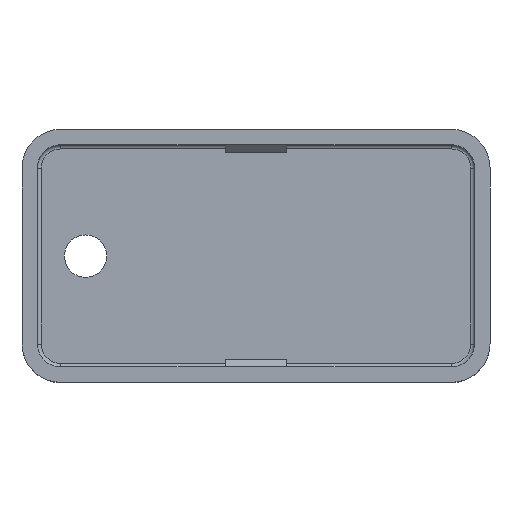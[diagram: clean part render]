
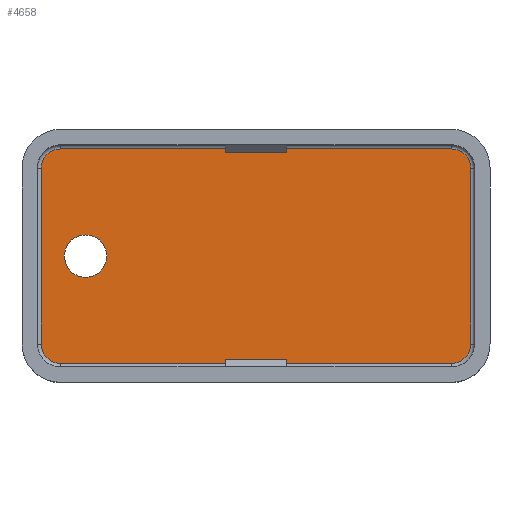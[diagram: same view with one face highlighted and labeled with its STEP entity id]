
A CAD part, top view. The second image highlights one B-rep face of the part: STEP entity #4658.
In plain terms, the highlighted face is planar.
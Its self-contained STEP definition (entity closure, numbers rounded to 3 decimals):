
#51=CIRCLE('',#4839,2.75);
#67=CIRCLE('',#4874,2.5);
#71=CIRCLE('',#4879,2.5);
#74=CIRCLE('',#4883,2.5);
#78=CIRCLE('',#4889,2.5);
#114=FACE_BOUND('',#786,.T.);
#273=PLANE('',#4897);
#512=FACE_OUTER_BOUND('',#785,.T.);
#785=EDGE_LOOP('',(#4278,#4279,#4280,#4281,#4282,#4283,#4284,#4285));
#786=EDGE_LOOP('',(#4286));
#1288=LINE('',#8229,#1787);
#1289=LINE('',#8231,#1788);
#1290=LINE('',#8233,#1789);
#1291=LINE('',#8235,#1790);
#1787=VECTOR('',#5813,10.);
#1788=VECTOR('',#5816,10.);
#1789=VECTOR('',#5819,10.);
#1790=VECTOR('',#5822,10.);
#2302=VERTEX_POINT('',#8074);
#2346=VERTEX_POINT('',#8199);
#2347=VERTEX_POINT('',#8201);
#2348=VERTEX_POINT('',#8206);
#2349=VERTEX_POINT('',#8208);
#2351=VERTEX_POINT('',#8213);
#2352=VERTEX_POINT('',#8215);
#2353=VERTEX_POINT('',#8222);
#2354=VERTEX_POINT('',#8224);
#2925=EDGE_CURVE('',#2302,#2302,#51,.T.);
#2987=EDGE_CURVE('',#2347,#2346,#67,.T.);
#2991=EDGE_CURVE('',#2349,#2348,#71,.T.);
#2994=EDGE_CURVE('',#2352,#2351,#74,.T.);
#2999=EDGE_CURVE('',#2354,#2353,#78,.T.);
#3002=EDGE_CURVE('',#2351,#2354,#1288,.T.);
#3003=EDGE_CURVE('',#2353,#2349,#1289,.T.);
#3004=EDGE_CURVE('',#2346,#2352,#1290,.T.);
#3005=EDGE_CURVE('',#2348,#2347,#1291,.T.);
#4278=ORIENTED_EDGE('',*,*,#2999,.T.);
#4279=ORIENTED_EDGE('',*,*,#3003,.T.);
#4280=ORIENTED_EDGE('',*,*,#2991,.T.);
#4281=ORIENTED_EDGE('',*,*,#3005,.T.);
#4282=ORIENTED_EDGE('',*,*,#2987,.T.);
#4283=ORIENTED_EDGE('',*,*,#3004,.T.);
#4284=ORIENTED_EDGE('',*,*,#2994,.T.);
#4285=ORIENTED_EDGE('',*,*,#3002,.T.);
#4286=ORIENTED_EDGE('',*,*,#2925,.T.);
#4658=ADVANCED_FACE('',(#512,#114),#273,.F.);
#4839=AXIS2_PLACEMENT_3D('',#8076,#5659,#5660);
#4874=AXIS2_PLACEMENT_3D('',#8202,#5775,#5776);
#4879=AXIS2_PLACEMENT_3D('',#8209,#5785,#5786);
#4883=AXIS2_PLACEMENT_3D('',#8216,#5793,#5794);
#4889=AXIS2_PLACEMENT_3D('',#8225,#5806,#5807);
#4897=AXIS2_PLACEMENT_3D('',#8238,#5827,#5828);
#5659=DIRECTION('center_axis',(0.,1.,0.));
#5660=DIRECTION('ref_axis',(-1.,0.,0.));
#5775=DIRECTION('center_axis',(0.,-1.,0.));
#5776=DIRECTION('ref_axis',(-0.707,0.,-0.707));
#5785=DIRECTION('center_axis',(0.,-1.,0.));
#5786=DIRECTION('ref_axis',(-0.707,0.,0.707));
#5793=DIRECTION('center_axis',(0.,-1.,0.));
#5794=DIRECTION('ref_axis',(0.707,0.,-0.707));
#5806=DIRECTION('center_axis',(0.,-1.,0.));
#5807=DIRECTION('ref_axis',(0.707,0.,0.707));
#5813=DIRECTION('',(0.,0.,1.));
#5816=DIRECTION('',(-1.,0.,0.));
#5819=DIRECTION('',(1.,0.,0.));
#5822=DIRECTION('',(0.,0.,-1.));
#5827=DIRECTION('center_axis',(0.,1.,0.));
#5828=DIRECTION('ref_axis',(0.,0.,1.));
#8074=CARTESIAN_POINT('',(6.004,39.,-11.43));
#8076=CARTESIAN_POINT('Origin',(3.254,39.,-11.43));
#8199=CARTESIAN_POINT('',(0.,39.,-25.36));
#8201=CARTESIAN_POINT('',(-2.5,39.,-22.86));
#8202=CARTESIAN_POINT('Origin',(0.,39.,-22.86));
#8206=CARTESIAN_POINT('',(-2.5,39.,0.));
#8208=CARTESIAN_POINT('',(0.,39.,2.5));
#8209=CARTESIAN_POINT('Origin',(0.,39.,0.));
#8213=CARTESIAN_POINT('',(53.3,39.,-22.86));
#8215=CARTESIAN_POINT('',(50.8,39.,-25.36));
#8216=CARTESIAN_POINT('Origin',(50.8,39.,-22.86));
#8222=CARTESIAN_POINT('',(50.8,39.,2.5));
#8224=CARTESIAN_POINT('',(53.3,39.,0.));
#8225=CARTESIAN_POINT('Origin',(50.8,39.,0.));
#8229=CARTESIAN_POINT('',(53.3,39.,-3.215));
#8231=CARTESIAN_POINT('',(10.2,39.,2.5));
#8233=CARTESIAN_POINT('',(40.6,39.,-25.36));
#8235=CARTESIAN_POINT('',(-2.5,39.,-19.645));
#8238=CARTESIAN_POINT('Origin',(25.4,39.,-11.43));
